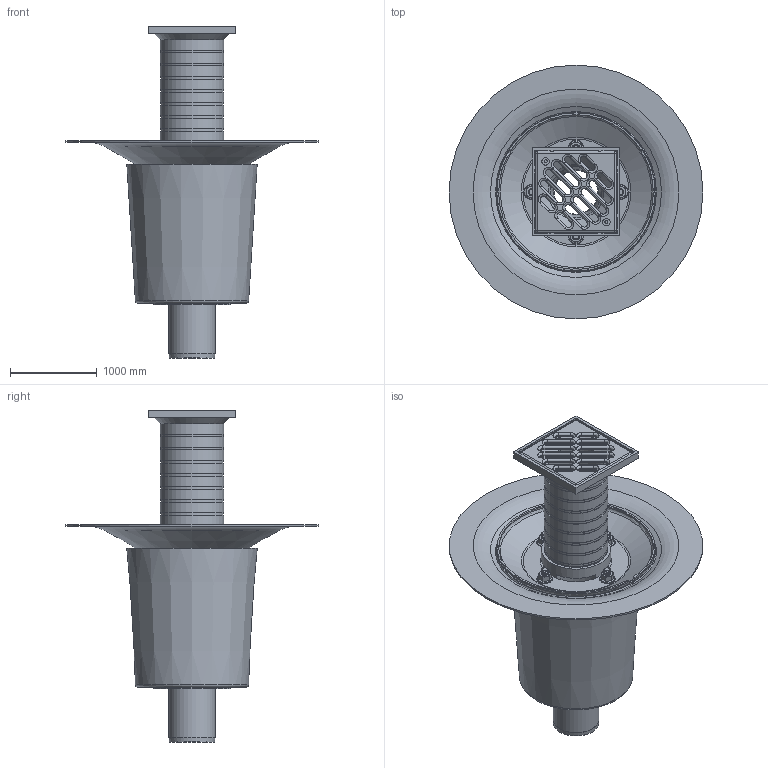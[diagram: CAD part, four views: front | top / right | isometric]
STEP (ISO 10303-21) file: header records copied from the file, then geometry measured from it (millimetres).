
FILE_DESCRIPTION(/* description */ (''),/* implementation_level */ '2;1');
FILE_NAME(/* name */ '19210.050X_3D.stp',/* time_stamp */ '2025-11-13T07:25:28+01:00',/* author */ ('d.brandes'),/* organization */ (''),/* preprocessor_version */ 'ST-DEVELOPER v20.1',/* originating_system */ 'AutoCAD Mechanical',/* authorisation */ '');
FILE_SCHEMA (('AUTOMOTIVE_DESIGN { 1 0 10303 214 3 1 1 }'));
Length unit declared in the file: centimetre
Products named in the file (2): Product; *S0
Assembly tree (1 placements, depth 2):
  Product
    *S0
Bounding box: 2920 x 2920 x 3820 mm (x, y, z)
Volume: 1670299708.9 mm3; surface area: 57625055.3 mm2
Topology: 18 solids, 18 shells, 655 faces, 1506 edges, 923 vertices
Faces by surface type: cylinder 214, plane 208, cone 141, torus 78, sphere 8, bspline 6
Full cylindrical faces by diameter (mm): 35 x2, 40 x3, 66.47 x4, 80 x4, 85 x2, 100 x1, 110 x4, 510 x1, 530 x2, 706 x1, 720 x8, 730 x10, 734 x1, 756 x1, 758 x1, 782 x1, 800 x1, 808 x1, 820 x1, 832 x1, 890 x1, 950 x1, 1070 x1, 2920 x1
Entity records: 19870 total; most frequent: CARTESIAN_POINT 4560, DIRECTION 3391, ORIENTED_EDGE 3010, EDGE_CURVE 1505, AXIS2_PLACEMENT_3D 1372, VERTEX_POINT 921, EDGE_LOOP 756, CIRCLE 720
